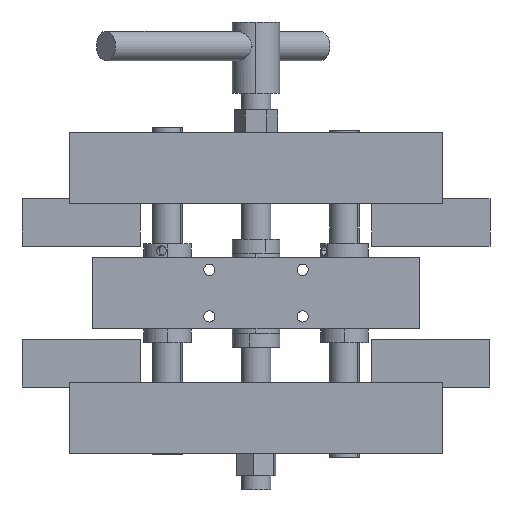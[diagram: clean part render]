
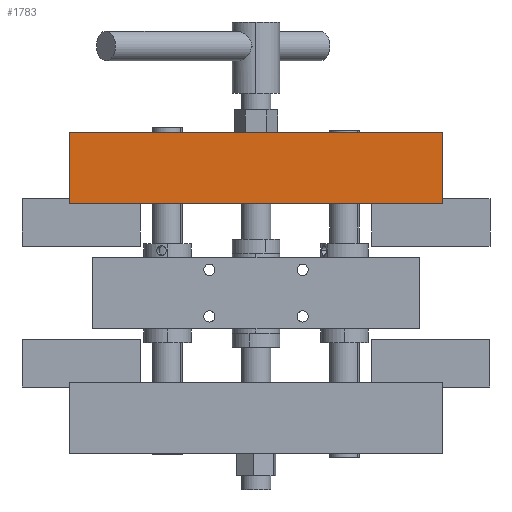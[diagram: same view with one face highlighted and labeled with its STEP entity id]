
A CAD part, front view. The second image highlights one B-rep face of the part: STEP entity #1783.
In plain terms, the highlighted planar face has unit normal (0, -1, 0).
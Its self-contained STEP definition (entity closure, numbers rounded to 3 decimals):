
#357 = VERTEX_POINT ( 'NONE', #977 ) ;
#362 = VERTEX_POINT ( 'NONE', #950 ) ;
#363 = VERTEX_POINT ( 'NONE', #945 ) ;
#587 = EDGE_LOOP ( 'NONE', ( #1029, #1030, #1031, #1032 ) ) ;
#945 = CARTESIAN_POINT ( 'NONE',  ( 0., 0., 0. ) ) ;
#950 = CARTESIAN_POINT ( 'NONE',  ( 400., 0., 0. ) ) ;
#977 = CARTESIAN_POINT ( 'NONE',  ( 0., 0., -76.2 ) ) ;
#1029 = ORIENTED_EDGE ( 'NONE', *, *, #1489, .F. ) ;
#1030 = ORIENTED_EDGE ( 'NONE', *, *, #1496, .F. ) ;
#1031 = ORIENTED_EDGE ( 'NONE', *, *, #1499, .F. ) ;
#1032 = ORIENTED_EDGE ( 'NONE', *, *, #1483, .F. ) ;
#1396 = VERTEX_POINT ( 'NONE', #4402 ) ;
#1483 = EDGE_CURVE ( 'NONE', #363, #362, #4268, .T. ) ;
#1489 = EDGE_CURVE ( 'NONE', #357, #363, #4281, .T. ) ;
#1496 = EDGE_CURVE ( 'NONE', #1396, #357, #4293, .T. ) ;
#1499 = EDGE_CURVE ( 'NONE', #362, #1396, #4299, .T. ) ;
#1783 = ADVANCED_FACE ( 'NONE', ( #6169 ), #5469, .T. ) ;
#4268 = LINE ( 'NONE', #4808, #4272 ) ;
#4272 = VECTOR ( 'NONE', #4812, 1000. ) ;
#4281 = LINE ( 'NONE', #4823, #4282 ) ;
#4282 = VECTOR ( 'NONE', #4824, 1000. ) ;
#4293 = LINE ( 'NONE', #4840, #4294 ) ;
#4294 = VECTOR ( 'NONE', #4841, 1000. ) ;
#4299 = LINE ( 'NONE', #4846, #4300 ) ;
#4300 = VECTOR ( 'NONE', #4847, 1000. ) ;
#4402 = CARTESIAN_POINT ( 'NONE',  ( 400., 0., -76.2 ) ) ;
#4808 = CARTESIAN_POINT ( 'NONE',  ( 0., 0., 0. ) ) ;
#4812 = DIRECTION ( 'NONE',  ( 1., 0., 0. ) ) ;
#4823 = CARTESIAN_POINT ( 'NONE',  ( 0., 0., 0. ) ) ;
#4824 = DIRECTION ( 'NONE',  ( 0., 0., 1. ) ) ;
#4840 = CARTESIAN_POINT ( 'NONE',  ( 0., 0., -76.2 ) ) ;
#4841 = DIRECTION ( 'NONE',  ( -1., 0., 0. ) ) ;
#4846 = CARTESIAN_POINT ( 'NONE',  ( 400., 0., 0. ) ) ;
#4847 = DIRECTION ( 'NONE',  ( 0., 0., -1. ) ) ;
#5460 = CARTESIAN_POINT ( 'NONE',  ( 0., 0., -76.2 ) ) ;
#5469 = PLANE ( 'NONE',  #5800 ) ;
#5474 = DIRECTION ( 'NONE',  ( 0., -1., 0. ) ) ;
#5475 = DIRECTION ( 'NONE',  ( 0., 0., -1. ) ) ;
#5800 = AXIS2_PLACEMENT_3D ( 'NONE', #5460, #5474, #5475 ) ;
#6169 = FACE_OUTER_BOUND ( 'NONE', #587, .T. ) ;
